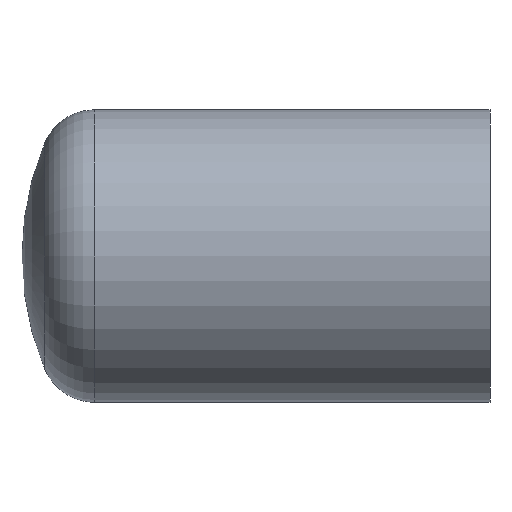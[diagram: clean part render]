
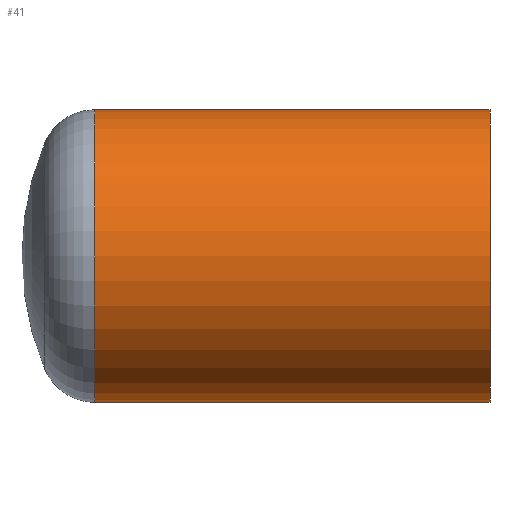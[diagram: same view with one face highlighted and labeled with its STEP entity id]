
A CAD part, front view. The second image highlights one B-rep face of the part: STEP entity #41.
In plain terms, the highlighted cylindrical face has radius 20 mm (diameter 40 mm), a full revolution.
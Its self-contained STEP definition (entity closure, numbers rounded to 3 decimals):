
#41 = ADVANCED_FACE( '', ( #82, #83 ), #84, .T. );
#82 = FACE_OUTER_BOUND( '', #117, .T. );
#83 = FACE_OUTER_BOUND( '', #118, .T. );
#84 = CYLINDRICAL_SURFACE( '', #119, 20. );
#117 = EDGE_LOOP( '', ( #156 ) );
#118 = EDGE_LOOP( '', ( #157 ) );
#119 = AXIS2_PLACEMENT_3D( '', #158, #159, #160 );
#156 = ORIENTED_EDGE( '', *, *, #172, .F. );
#157 = ORIENTED_EDGE( '', *, *, #175, .T. );
#158 = CARTESIAN_POINT( '', ( -60.3, 0., 0. ) );
#159 = DIRECTION( '', ( -1., 0., 0. ) );
#160 = DIRECTION( '', ( 0., 0., -1. ) );
#172 = EDGE_CURVE( '', #190, #190, #191, .T. );
#175 = EDGE_CURVE( '', #195, #195, #196, .T. );
#190 = VERTEX_POINT( '', #209 );
#191 = CIRCLE( '', #210, 20. );
#195 = VERTEX_POINT( '', #214 );
#196 = CIRCLE( '', #215, 20. );
#209 = CARTESIAN_POINT( '', ( 0., 0., -20. ) );
#210 = AXIS2_PLACEMENT_3D( '', #229, #230, #231 );
#214 = CARTESIAN_POINT( '', ( -54.067, 0., -20. ) );
#215 = AXIS2_PLACEMENT_3D( '', #235, #236, #237 );
#229 = CARTESIAN_POINT( '', ( 0., 0., 0. ) );
#230 = DIRECTION( '', ( 1., 0., 0. ) );
#231 = DIRECTION( '', ( 0., 0., -1. ) );
#235 = CARTESIAN_POINT( '', ( -54.067, 0., 0. ) );
#236 = DIRECTION( '', ( 1., 0., 0. ) );
#237 = DIRECTION( '', ( 0., 0., -1. ) );
